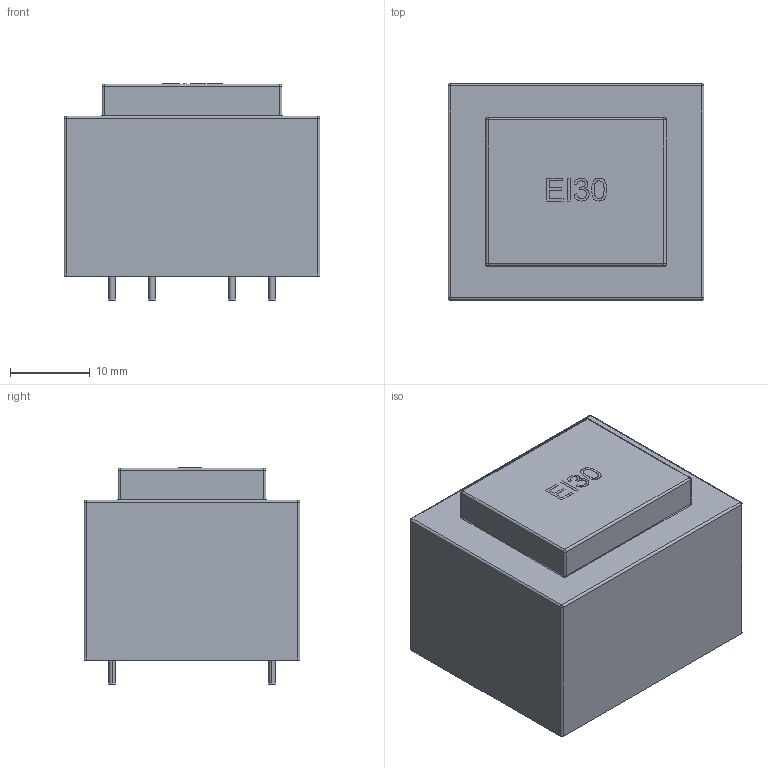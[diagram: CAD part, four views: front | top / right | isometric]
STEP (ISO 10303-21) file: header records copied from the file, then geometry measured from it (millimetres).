
FILE_DESCRIPTION (( 'STEP AP214' ), '1' );
FILE_NAME ('8A465060-930D-4CBC-989E-12BFF6A8E587.STEP', '2024-11-01T12:05:33', ( '' ), ( '' ), 'SwSTEP 2.0', 'SolidWorks 2022', '' );
FILE_SCHEMA (( 'AUTOMOTIVE_DESIGN' ));
Length unit declared in the file: millimetre
Products named in the file (1): 8A465060-930D-4CBC-989E-12BFF6A8E587
Bounding box: 32 x 27 x 27.01 mm (x, y, z)
Volume: 18167.6 mm3; surface area: 4484.5 mm2
Topology: 1 solids, 1 shells, 143 faces, 354 edges, 216 vertices
Faces by surface type: bspline 67, plane 44, cylinder 32
Entity records: 5232 total; most frequent: CARTESIAN_POINT 1605, ORIENTED_EDGE 692, DIRECTION 454, EDGE_CURVE 346, VERTEX_POINT 216, LINE 172, VECTOR 172, EDGE_LOOP 154
